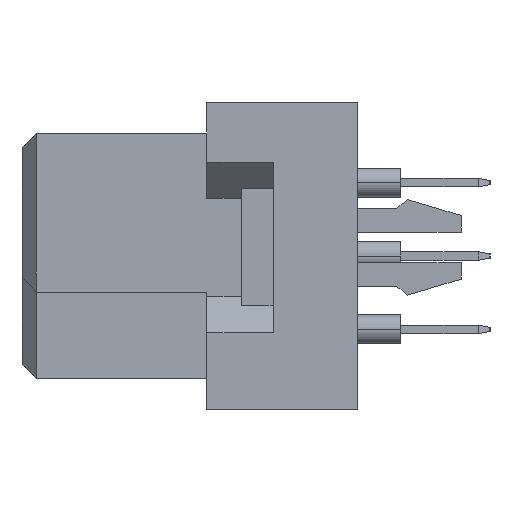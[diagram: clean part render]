
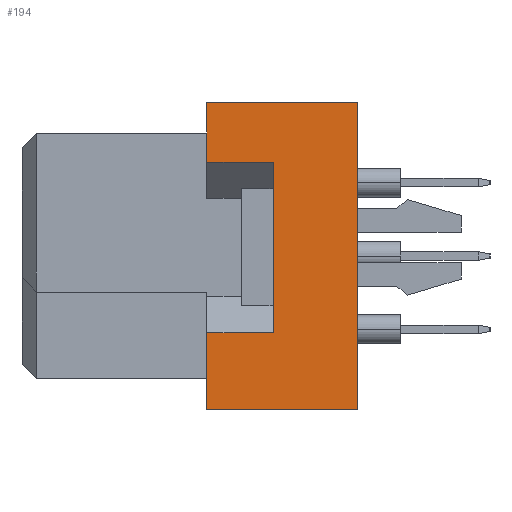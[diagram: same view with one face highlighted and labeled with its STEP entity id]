
A CAD part, left-side view. The second image highlights one B-rep face of the part: STEP entity #194.
In plain terms, the highlighted planar face has unit normal (-1, 0, 0).
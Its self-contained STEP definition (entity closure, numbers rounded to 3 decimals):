
#194 = ADVANCED_FACE ( 'NONE', ( #20950 ), #16062, .T. ) ;
#397 = LINE ( 'NONE', #15378, #12548 ) ;
#1198 = DIRECTION ( 'NONE',  ( -1., 0., 0. ) ) ;
#1364 = EDGE_CURVE ( 'NONE', #7168, #7385, #14118, .T. ) ;
#1440 = DIRECTION ( 'NONE',  ( 0., 0., 1. ) ) ;
#1703 = LINE ( 'NONE', #20818, #15397 ) ;
#1917 = VECTOR ( 'NONE', #10221, 1000. ) ;
#2524 = LINE ( 'NONE', #9456, #5288 ) ;
#2720 = CARTESIAN_POINT ( 'NONE',  ( -27.5, -11.6, 5.3 ) ) ;
#3025 = ORIENTED_EDGE ( 'NONE', *, *, #9994, .T. ) ;
#3843 = CARTESIAN_POINT ( 'NONE',  ( -27.5, -8.7, 3.25 ) ) ;
#3917 = VERTEX_POINT ( 'NONE', #12618 ) ;
#4023 = CARTESIAN_POINT ( 'NONE',  ( -27.5, -6.4, -5.3 ) ) ;
#4708 = ORIENTED_EDGE ( 'NONE', *, *, #10082, .F. ) ;
#4776 = CARTESIAN_POINT ( 'NONE',  ( -27.5, -8.7, 3.25 ) ) ;
#4852 = DIRECTION ( 'NONE',  ( 0., 1., 0. ) ) ;
#5288 = VECTOR ( 'NONE', #15764, 1000. ) ;
#5343 = CARTESIAN_POINT ( 'NONE',  ( -27.5, -8.7, -2.65 ) ) ;
#5484 = LINE ( 'NONE', #3843, #16128 ) ;
#5899 = DIRECTION ( 'NONE',  ( 0., 0., 1. ) ) ;
#6220 = LINE ( 'NONE', #7631, #15626 ) ;
#6288 = ORIENTED_EDGE ( 'NONE', *, *, #19362, .F. ) ;
#6320 = VERTEX_POINT ( 'NONE', #4776 ) ;
#6403 = DIRECTION ( 'NONE',  ( 0., 0., 1. ) ) ;
#7060 = EDGE_CURVE ( 'NONE', #6320, #7168, #5484, .T. ) ;
#7168 = VERTEX_POINT ( 'NONE', #12514 ) ;
#7385 = VERTEX_POINT ( 'NONE', #15327 ) ;
#7631 = CARTESIAN_POINT ( 'NONE',  ( -27.5, -6.4, -5.3 ) ) ;
#7667 = ORIENTED_EDGE ( 'NONE', *, *, #1364, .F. ) ;
#8675 = ORIENTED_EDGE ( 'NONE', *, *, #10911, .T. ) ;
#8876 = ORIENTED_EDGE ( 'NONE', *, *, #7060, .F. ) ;
#9456 = CARTESIAN_POINT ( 'NONE',  ( -27.5, -11.6, -5.3 ) ) ;
#9680 = CARTESIAN_POINT ( 'NONE',  ( -27.5, -11.6, 5.3 ) ) ;
#9797 = LINE ( 'NONE', #9680, #9881 ) ;
#9881 = VECTOR ( 'NONE', #1440, 1000. ) ;
#9994 = EDGE_CURVE ( 'NONE', #12310, #20060, #9797, .T. ) ;
#10082 = EDGE_CURVE ( 'NONE', #16099, #6320, #20212, .T. ) ;
#10174 = DIRECTION ( 'NONE',  ( 0., 1., 0. ) ) ;
#10221 = DIRECTION ( 'NONE',  ( 0., 0., 1. ) ) ;
#10270 = AXIS2_PLACEMENT_3D ( 'NONE', #2720, #1198, #6403 ) ;
#10463 = DIRECTION ( 'NONE',  ( 0., 1., 0. ) ) ;
#10627 = DIRECTION ( 'NONE',  ( 0., 0., 1. ) ) ;
#10911 = EDGE_CURVE ( 'NONE', #20060, #7385, #397, .T. ) ;
#11070 = CARTESIAN_POINT ( 'NONE',  ( -27.5, -11.6, -5.3 ) ) ;
#11440 = CARTESIAN_POINT ( 'NONE',  ( -27.5, -8.7, -2.65 ) ) ;
#12310 = VERTEX_POINT ( 'NONE', #11070 ) ;
#12375 = CARTESIAN_POINT ( 'NONE',  ( -27.5, -6.4, -2.65 ) ) ;
#12514 = CARTESIAN_POINT ( 'NONE',  ( -27.5, -6.4, 3.25 ) ) ;
#12548 = VECTOR ( 'NONE', #10174, 1000. ) ;
#12618 = CARTESIAN_POINT ( 'NONE',  ( -27.5, -6.4, -5.3 ) ) ;
#12842 = EDGE_LOOP ( 'NONE', ( #13809, #17598, #6288, #3025, #8675, #7667, #8876, #4708 ) ) ;
#13809 = ORIENTED_EDGE ( 'NONE', *, *, #15520, .T. ) ;
#14118 = LINE ( 'NONE', #4023, #16564 ) ;
#15327 = CARTESIAN_POINT ( 'NONE',  ( -27.5, -6.4, 5.3 ) ) ;
#15378 = CARTESIAN_POINT ( 'NONE',  ( -27.5, -11.6, 5.3 ) ) ;
#15397 = VECTOR ( 'NONE', #4852, 1000. ) ;
#15520 = EDGE_CURVE ( 'NONE', #16099, #16273, #1703, .T. ) ;
#15626 = VECTOR ( 'NONE', #5899, 1000. ) ;
#15764 = DIRECTION ( 'NONE',  ( 0., 1., 0. ) ) ;
#16062 = PLANE ( 'NONE',  #10270 ) ;
#16099 = VERTEX_POINT ( 'NONE', #11440 ) ;
#16128 = VECTOR ( 'NONE', #10463, 1000. ) ;
#16273 = VERTEX_POINT ( 'NONE', #12375 ) ;
#16564 = VECTOR ( 'NONE', #10627, 1000. ) ;
#17598 = ORIENTED_EDGE ( 'NONE', *, *, #17635, .F. ) ;
#17635 = EDGE_CURVE ( 'NONE', #3917, #16273, #6220, .T. ) ;
#18935 = CARTESIAN_POINT ( 'NONE',  ( -27.5, -11.6, 5.3 ) ) ;
#19362 = EDGE_CURVE ( 'NONE', #12310, #3917, #2524, .T. ) ;
#20060 = VERTEX_POINT ( 'NONE', #18935 ) ;
#20212 = LINE ( 'NONE', #5343, #1917 ) ;
#20818 = CARTESIAN_POINT ( 'NONE',  ( -27.5, -8.7, -2.65 ) ) ;
#20950 = FACE_OUTER_BOUND ( 'NONE', #12842, .T. ) ;
